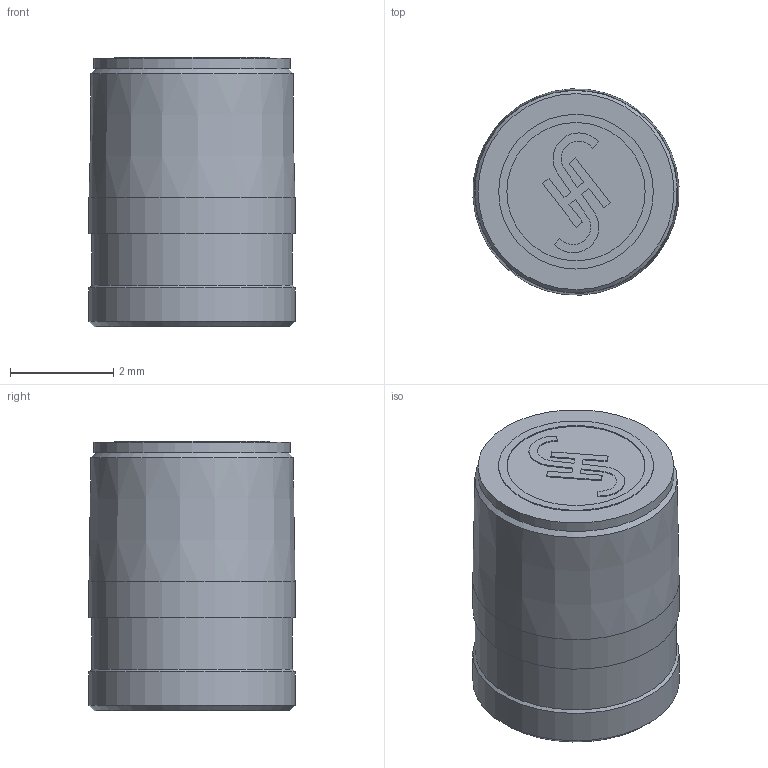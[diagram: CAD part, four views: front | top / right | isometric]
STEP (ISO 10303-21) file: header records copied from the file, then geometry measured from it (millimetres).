
FILE_DESCRIPTION (( 'STEP AP214' ), '1' );
FILE_NAME ('6GT26000AG00_001_STEP.STEP', '2013-10-18T08:20:28', ( '' ), ( '' ), 'SwSTEP 2.0', 'SolidWorks 2013', '' );
FILE_SCHEMA (( 'AUTOMOTIVE_DESIGN' ));
Length unit declared in the file: millimetre
Products named in the file (2): 6GT26000AG00_001_STEP; Body
Assembly tree (1 placements, depth 2):
  6GT26000AG00_001_STEP
    Body
Bounding box: 3.99 x 3.99 x 5.22 mm (x, y, z)
Volume: 63.8 mm3; surface area: 90.2 mm2
Topology: 1 solids, 1 shells, 41 faces, 99 edges, 65 vertices
Faces by surface type: plane 27, cylinder 10, cone 4
Full cylindrical faces by diameter (mm): 2.68 x1, 2.999 x1, 3.8 x1, 3.9 x1, 4 x2
Entity records: 1641 total; most frequent: DIRECTION 200, CARTESIAN_POINT 195, ORIENTED_EDGE 174, EDGE_CURVE 87, AXIS2_PLACEMENT_3D 68, VECTOR 64, LINE 64, VERTEX_POINT 63
